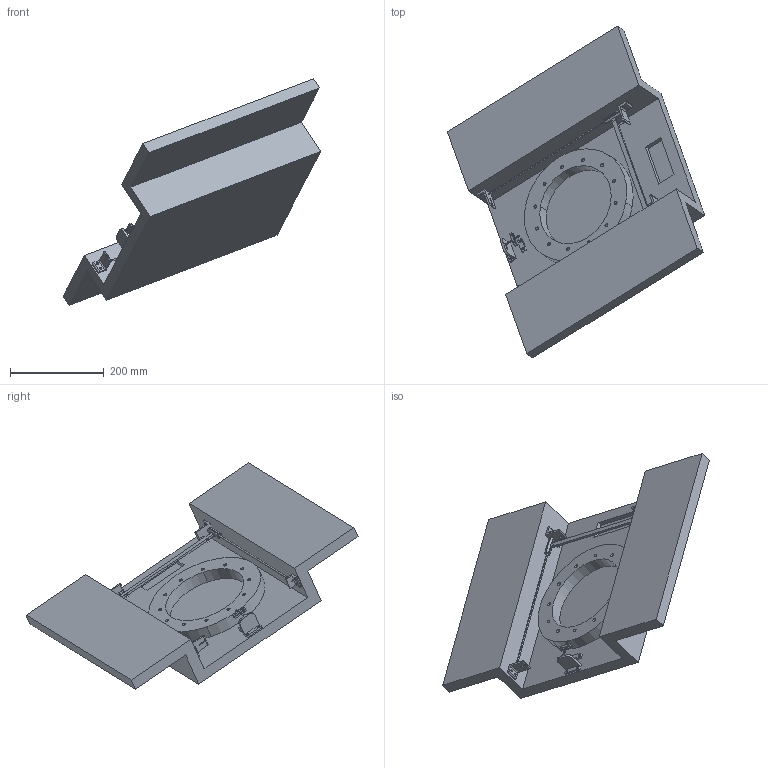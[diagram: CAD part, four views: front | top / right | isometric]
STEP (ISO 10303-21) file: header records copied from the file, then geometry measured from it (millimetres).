
FILE_DESCRIPTION (( 'STEP AP203' ), '1' );
FILE_NAME ('Assem1.STEP', '2024-03-01T15:36:51', ( '' ), ( '' ), 'SwSTEP 2.0', 'SolidWorks 2023', '' );
FILE_SCHEMA (( 'CONFIG_CONTROL_DESIGN' ));
Length unit declared in the file: millimetre
Products named in the file (15): interfacema01; interfacema02; interfacema03; braquette6; anneau_rover; Plancher; braquette4; braquette5; basesnapfit; tige; Assem1; Part2^Assem1; braquette3; tigecouv; wagon2 - Copy
Assembly tree (15 placements, depth 2):
  Assem1
    tige  x2
    braquette3
    braquette4
    braquette5
    braquette6
    Plancher
    anneau_rover
    basesnapfit
    tigecouv
    interfacema01
    interfacema02
    interfacema03
    wagon2 - Copy  x2
  Part2^Assem1
Bounding box: 549.77 x 708.76 x 483.49 mm (x, y, z)
Volume: 9254106 mm3; surface area: 884848.5 mm2
Topology: 15 solids, 15 shells, 330 faces, 856 edges, 568 vertices
Faces by surface type: plane 185, cylinder 141, cone 4
Entity records: 10437 total; most frequent: CARTESIAN_POINT 1568, DIRECTION 1563, ORIENTED_EDGE 1454, EDGE_CURVE 727, AXIS2_PLACEMENT_3D 541, VERTEX_POINT 482, LINE 481, VECTOR 481
